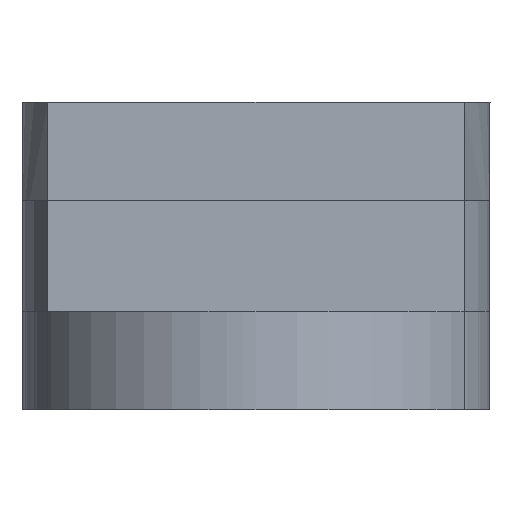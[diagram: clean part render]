
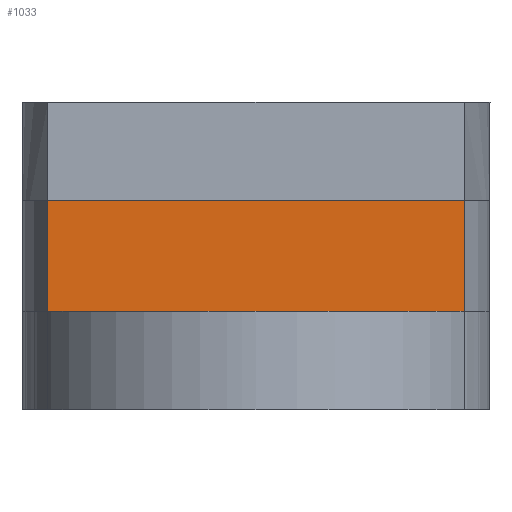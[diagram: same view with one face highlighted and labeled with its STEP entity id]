
A CAD part, left-side view. The second image highlights one B-rep face of the part: STEP entity #1033.
In plain terms, the highlighted free-form (B-spline) face has degree [1, 1] with [2, 2] control points.
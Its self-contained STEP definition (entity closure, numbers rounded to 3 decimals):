
#1033 = ADVANCED_FACE('',(#1034),#1064,.T.);
#1034 = FACE_BOUND('',#1035,.T.);
#1035 = EDGE_LOOP('',(#1036,#1045,#1052,#1059));
#1036 = ORIENTED_EDGE('',*,*,#1037,.T.);
#1037 = EDGE_CURVE('',#1038,#1040,#1042,.T.);
#1038 = VERTEX_POINT('',#1039);
#1039 = CARTESIAN_POINT('',(-4.855,9.427,0.));
#1040 = VERTEX_POINT('',#1041);
#1041 = CARTESIAN_POINT('',(-4.855,-9.427,0.));
#1042 = B_SPLINE_CURVE_WITH_KNOTS('',1,(#1043,#1044),.UNSPECIFIED.,.F.,
  .F.,(2,2),(0.,16.891),.PIECEWISE_BEZIER_KNOTS.);
#1043 = CARTESIAN_POINT('',(-4.855,9.427,0.));
#1044 = CARTESIAN_POINT('',(-4.855,-9.427,0.));
#1045 = ORIENTED_EDGE('',*,*,#1046,.T.);
#1046 = EDGE_CURVE('',#1040,#1047,#1049,.T.);
#1047 = VERTEX_POINT('',#1048);
#1048 = CARTESIAN_POINT('',(-4.855,-9.427,
    9.487));
#1049 = B_SPLINE_CURVE_WITH_KNOTS('',1,(#1050,#1051),.UNSPECIFIED.,.F.,
  .F.,(2,2),(0.,8.5),.PIECEWISE_BEZIER_KNOTS.);
#1050 = CARTESIAN_POINT('',(-4.855,-9.427,0.));
#1051 = CARTESIAN_POINT('',(-4.855,-9.427,
    9.487));
#1052 = ORIENTED_EDGE('',*,*,#1053,.F.);
#1053 = EDGE_CURVE('',#1054,#1047,#1056,.T.);
#1054 = VERTEX_POINT('',#1055);
#1055 = CARTESIAN_POINT('',(-4.855,9.427,
    9.487));
#1056 = B_SPLINE_CURVE_WITH_KNOTS('',1,(#1057,#1058),.UNSPECIFIED.,.F.,
  .F.,(2,2),(0.,16.891),.PIECEWISE_BEZIER_KNOTS.);
#1057 = CARTESIAN_POINT('',(-4.855,9.427,
    9.487));
#1058 = CARTESIAN_POINT('',(-4.855,-9.427,
    9.487));
#1059 = ORIENTED_EDGE('',*,*,#1060,.F.);
#1060 = EDGE_CURVE('',#1038,#1054,#1061,.T.);
#1061 = B_SPLINE_CURVE_WITH_KNOTS('',1,(#1062,#1063),.UNSPECIFIED.,.F.,
  .F.,(2,2),(0.,8.5),.PIECEWISE_BEZIER_KNOTS.);
#1062 = CARTESIAN_POINT('',(-4.855,9.427,0.));
#1063 = CARTESIAN_POINT('',(-4.855,9.427,
    9.487));
#1064 = B_SPLINE_SURFACE_WITH_KNOTS('',1,1,(
    (#1065,#1066)
    ,(#1067,#1068
    )),.UNSPECIFIED.,.F.,.F.,.F.,(2,2),(2,2),(0.,16.891),(0.,
    8.5),.PIECEWISE_BEZIER_KNOTS.);
#1065 = CARTESIAN_POINT('',(-4.855,9.427,0.));
#1066 = CARTESIAN_POINT('',(-4.855,9.427,
    9.487));
#1067 = CARTESIAN_POINT('',(-4.855,-9.427,0.));
#1068 = CARTESIAN_POINT('',(-4.855,-9.427,
    9.487));
